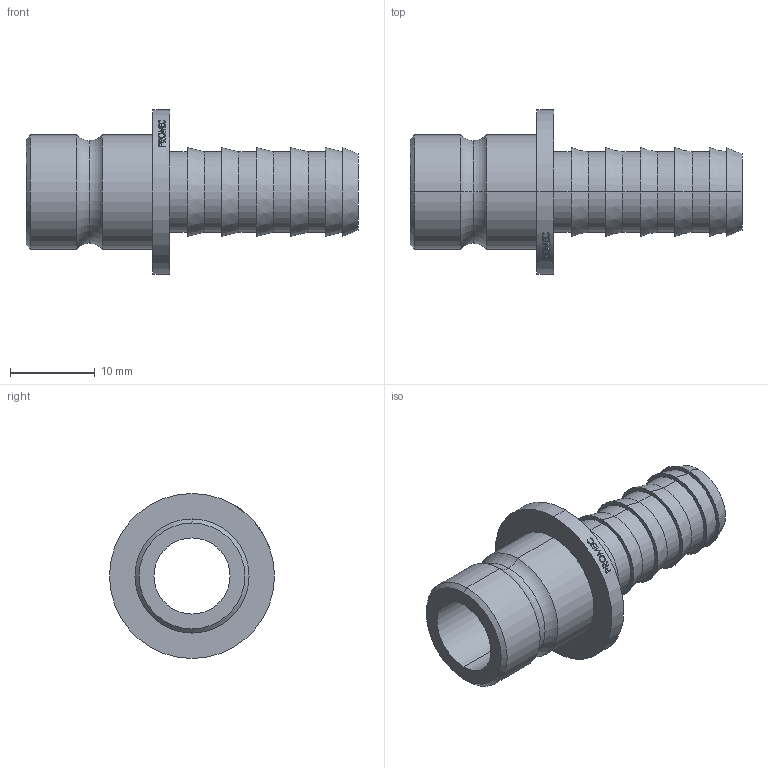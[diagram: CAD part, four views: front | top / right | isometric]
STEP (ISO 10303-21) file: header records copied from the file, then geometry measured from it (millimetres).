
FILE_DESCRIPTION (( 'STEP AP203' ), '1' );
FILE_NAME ('2850.STEP', '2022-09-21T17:53:10', ( '' ), ( '' ), 'SwSTEP 2.0', 'SolidWorks 2019', '' );
FILE_SCHEMA (( 'CONFIG_CONTROL_DESIGN' ));
Length unit declared in the file: millimetre
Products named in the file (1): 2850
Bounding box: 39.26 x 19.5 x 19.5 mm (x, y, z)
Volume: 1848 mm3; surface area: 3122.6 mm2
Topology: 1 solids, 1 shells, 128 faces, 312 edges, 202 vertices
Faces by surface type: bspline 42, plane 41, cylinder 27, cone 14, torus 4
Entity records: 5440 total; most frequent: CARTESIAN_POINT 2650, ORIENTED_EDGE 624, DIRECTION 448, EDGE_CURVE 312, VERTEX_POINT 202, AXIS2_PLACEMENT_3D 185, EDGE_LOOP 146, B_SPLINE_CURVE_WITH_KNOTS 136
